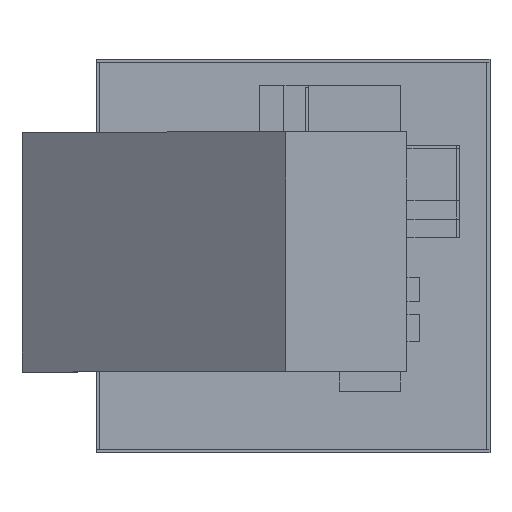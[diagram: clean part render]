
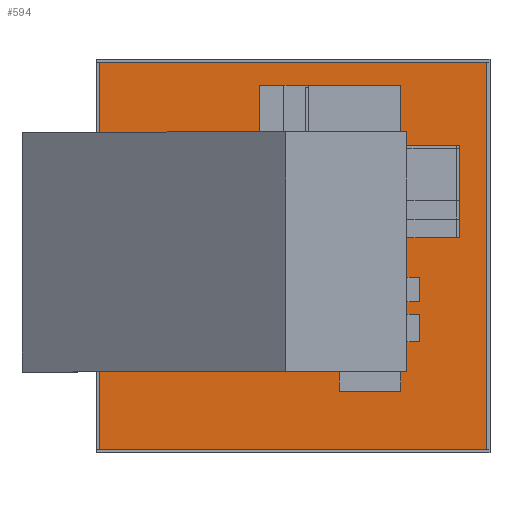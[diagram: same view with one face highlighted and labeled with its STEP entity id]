
A CAD part, top view. The second image highlights one B-rep face of the part: STEP entity #594.
In plain terms, the highlighted planar face has unit normal (0, 0, 1).
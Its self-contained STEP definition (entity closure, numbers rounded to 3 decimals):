
#594=ADVANCED_FACE('',(#1320),#8486,.T.);
#1320=FACE_OUTER_BOUND('',#2072,.T.);
#2072=EDGE_LOOP('',(#3910,#3911,#3912,#3913));
#3910=ORIENTED_EDGE('',*,*,#6309,.T.);
#3911=ORIENTED_EDGE('',*,*,#6308,.F.);
#3912=ORIENTED_EDGE('',*,*,#6310,.F.);
#3913=ORIENTED_EDGE('',*,*,#6311,.T.);
#6308=EDGE_CURVE('',#7625,#7624,#9624,.T.);
#6309=EDGE_CURVE('',#7626,#7624,#9625,.T.);
#6310=EDGE_CURVE('',#7627,#7625,#9626,.T.);
#6311=EDGE_CURVE('',#7627,#7626,#9627,.T.);
#7624=VERTEX_POINT('',#14526);
#7625=VERTEX_POINT('',#14527);
#7626=VERTEX_POINT('',#14528);
#7627=VERTEX_POINT('',#14529);
#8486=PLANE('',#10912);
#9624=B_SPLINE_CURVE_WITH_KNOTS('',1,(#14542,#14543),.UNSPECIFIED.,.F.,
 .F.,(2,2),(-153.438,-82.563),.UNSPECIFIED.);
#9625=B_SPLINE_CURVE_WITH_KNOTS('',1,(#14544,#14545),.UNSPECIFIED.,.F.,
 .F.,(2,2),(-153.438,-82.563),.UNSPECIFIED.);
#9626=B_SPLINE_CURVE_WITH_KNOTS('',1,(#14546,#14547),.UNSPECIFIED.,.F.,
 .F.,(2,2),(-153.438,-82.562),.UNSPECIFIED.);
#9627=B_SPLINE_CURVE_WITH_KNOTS('',1,(#14548,#14549),.UNSPECIFIED.,.F.,
 .F.,(2,2),(-153.438,-82.563),.UNSPECIFIED.);
#10912=AXIS2_PLACEMENT_3D('',#14524,#11622,$);
#11622=DIRECTION('',(0.,0.,1.));
#14524=CARTESIAN_POINT('',(128.,0.,10.));
#14526=CARTESIAN_POINT('',(127.,1.,10.));
#14527=CARTESIAN_POINT('',(127.,127.,10.));
#14528=CARTESIAN_POINT('',(1.,1.,10.));
#14529=CARTESIAN_POINT('',(1.,127.,10.));
#14542=CARTESIAN_POINT('',(127.,127.,10.));
#14543=CARTESIAN_POINT('',(127.,1.,10.));
#14544=CARTESIAN_POINT('',(1.,1.,10.));
#14545=CARTESIAN_POINT('',(127.,1.,10.));
#14546=CARTESIAN_POINT('',(1.,127.,10.));
#14547=CARTESIAN_POINT('',(127.,127.,10.));
#14548=CARTESIAN_POINT('',(1.,127.,10.));
#14549=CARTESIAN_POINT('',(1.,1.,10.));
